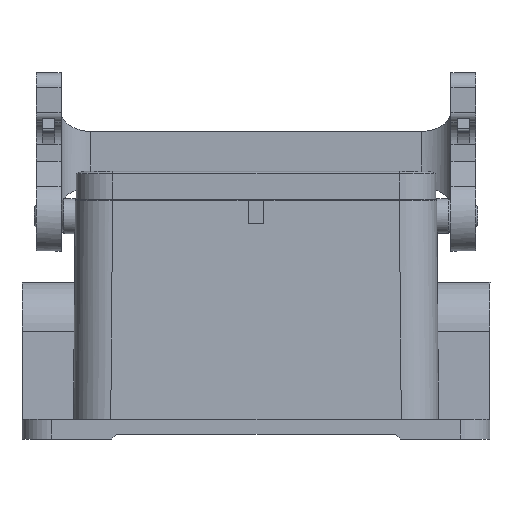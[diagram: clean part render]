
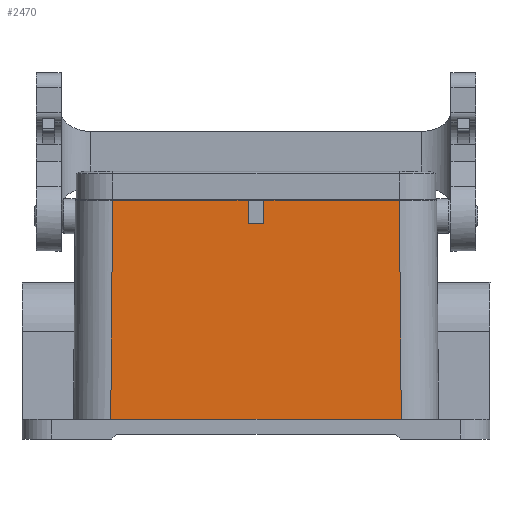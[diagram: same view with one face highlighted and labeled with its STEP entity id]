
A CAD part, front view. The second image highlights one B-rep face of the part: STEP entity #2470.
In plain terms, the highlighted planar face has unit normal (0, -1, 0.007).
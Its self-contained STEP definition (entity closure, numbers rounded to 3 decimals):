
#2470=ADVANCED_FACE('',(#3116),#2829,.T.);
#2829=PLANE('',#9810);
#3116=FACE_OUTER_BOUND('',#3541,.T.);
#3541=EDGE_LOOP('',(#5114,#5115,#5116,#5117,#5118,#5119,#5120,#5121));
#5114=ORIENTED_EDGE('',*,*,#7423,.T.);
#5115=ORIENTED_EDGE('',*,*,#7409,.F.);
#5116=ORIENTED_EDGE('',*,*,#7424,.T.);
#5117=ORIENTED_EDGE('',*,*,#7340,.T.);
#5118=ORIENTED_EDGE('',*,*,#7425,.F.);
#5119=ORIENTED_EDGE('',*,*,#7426,.T.);
#5120=ORIENTED_EDGE('',*,*,#7427,.F.);
#5121=ORIENTED_EDGE('',*,*,#7348,.T.);
#6408=VERTEX_POINT('',#14037);
#6410=VERTEX_POINT('',#14041);
#6411=VERTEX_POINT('',#14043);
#6418=VERTEX_POINT('',#14057);
#6469=VERTEX_POINT('',#14233);
#6470=VERTEX_POINT('',#14235);
#6475=VERTEX_POINT('',#14260);
#6476=VERTEX_POINT('',#14262);
#7340=EDGE_CURVE('',#6411,#6410,#8226,.T.);
#7348=EDGE_CURVE('',#6408,#6418,#8230,.T.);
#7409=EDGE_CURVE('',#6469,#6470,#8260,.T.);
#7423=EDGE_CURVE('',#6418,#6470,#8273,.T.);
#7424=EDGE_CURVE('',#6469,#6411,#8274,.T.);
#7425=EDGE_CURVE('',#6475,#6410,#8275,.T.);
#7426=EDGE_CURVE('',#6475,#6476,#8276,.T.);
#7427=EDGE_CURVE('',#6408,#6476,#8277,.T.);
#8226=LINE('',#14042,#8932);
#8230=LINE('',#14058,#8936);
#8260=LINE('',#14234,#8966);
#8273=LINE('',#14257,#8979);
#8274=LINE('',#14258,#8980);
#8275=LINE('',#14259,#8981);
#8276=LINE('',#14261,#8982);
#8277=LINE('',#14263,#8983);
#8932=VECTOR('',#11330,1.);
#8936=VECTOR('',#11342,1.);
#8966=VECTOR('',#11442,1.);
#8979=VECTOR('',#11465,1.);
#8980=VECTOR('',#11466,1.);
#8981=VECTOR('',#11467,1.);
#8982=VECTOR('',#11468,1.);
#8983=VECTOR('',#11469,1.);
#9810=AXIS2_PLACEMENT_3D('',#14264,#11470,#11471);
#11330=DIRECTION('',(-1.,0.,0.));
#11342=DIRECTION('',(-1.,0.,0.));
#11442=DIRECTION('',(-1.,0.,0.));
#11465=DIRECTION('',(-0.009,-0.007,-1.));
#11466=DIRECTION('',(-0.009,0.007,1.));
#11467=DIRECTION('',(0.,0.007,1.));
#11468=DIRECTION('',(-1.,0.,0.));
#11469=DIRECTION('',(0.,-0.007,-1.));
#11470=DIRECTION('',(0.,-1.,0.007));
#11471=DIRECTION('',(0.,-0.007,-1.));
#14037=CARTESIAN_POINT('',(-1.6,-21.5,5.7));
#14041=CARTESIAN_POINT('',(1.6,-21.5,5.7));
#14042=CARTESIAN_POINT('',(57.,-21.5,5.7));
#14043=CARTESIAN_POINT('',(28.8,-21.5,5.7));
#14057=CARTESIAN_POINT('',(-28.8,-21.5,5.7));
#14058=CARTESIAN_POINT('',(57.,-21.5,5.7));
#14233=CARTESIAN_POINT('',(29.175,-21.825,-38.25));
#14234=CARTESIAN_POINT('',(57.,-21.825,-38.25));
#14235=CARTESIAN_POINT('',(-29.175,-21.825,-38.25));
#14257=CARTESIAN_POINT('',(-29.169,-21.82,-37.515));
#14258=CARTESIAN_POINT('',(29.177,-21.827,-38.487));
#14259=CARTESIAN_POINT('',(1.6,-21.825,-38.25));
#14260=CARTESIAN_POINT('',(1.6,-21.535,1.));
#14261=CARTESIAN_POINT('',(57.,-21.535,1.));
#14262=CARTESIAN_POINT('',(-1.6,-21.535,1.));
#14263=CARTESIAN_POINT('',(-1.6,-21.825,-38.25));
#14264=CARTESIAN_POINT('',(57.,-21.825,-38.25));
